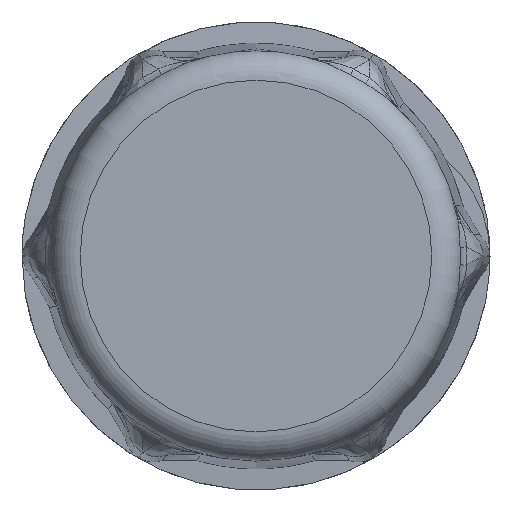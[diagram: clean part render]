
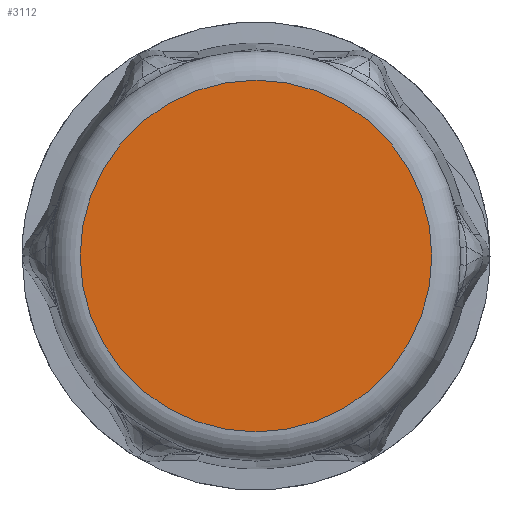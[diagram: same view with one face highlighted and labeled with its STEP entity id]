
A CAD part, front view. The second image highlights one B-rep face of the part: STEP entity #3112.
In plain terms, the highlighted planar face has unit normal (0, -1, 0).
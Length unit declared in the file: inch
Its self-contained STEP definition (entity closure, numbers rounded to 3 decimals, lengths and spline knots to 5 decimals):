
#47=PLANE('',#3342);
#252=CIRCLE('',#3210,0.75216);
#261=CIRCLE('',#3219,0.75216);
#559=FACE_OUTER_BOUND('',#760,.T.);
#760=EDGE_LOOP('',(#2899,#2900));
#1217=VERTEX_POINT('',#5830);
#1218=VERTEX_POINT('',#5831);
#1567=EDGE_CURVE('',#1217,#1218,#252,.T.);
#1591=EDGE_CURVE('',#1218,#1217,#261,.T.);
#2899=ORIENTED_EDGE('',*,*,#1567,.F.);
#2900=ORIENTED_EDGE('',*,*,#1591,.F.);
#3112=ADVANCED_FACE('',(#559),#47,.T.);
#3210=AXIS2_PLACEMENT_3D('',#5832,#3515,#3516);
#3219=AXIS2_PLACEMENT_3D('',#5932,#3533,#3534);
#3342=AXIS2_PLACEMENT_3D('',#10495,#3781,#3782);
#3515=DIRECTION('center_axis',(0.,1.,0.));
#3516=DIRECTION('ref_axis',(-1.,0.,0.));
#3533=DIRECTION('center_axis',(0.,1.,0.));
#3534=DIRECTION('ref_axis',(-1.,0.,0.));
#3781=DIRECTION('center_axis',(0.,-1.,0.));
#3782=DIRECTION('ref_axis',(0.,0.,-1.));
#5830=CARTESIAN_POINT('',(0.75216,-2.825,0.));
#5831=CARTESIAN_POINT('',(0.,-2.825,0.75216));
#5832=CARTESIAN_POINT('Origin',(0.,-2.825,0.));
#5932=CARTESIAN_POINT('Origin',(0.,-2.825,0.));
#10495=CARTESIAN_POINT('Origin',(0.4375,-2.825,0.));
